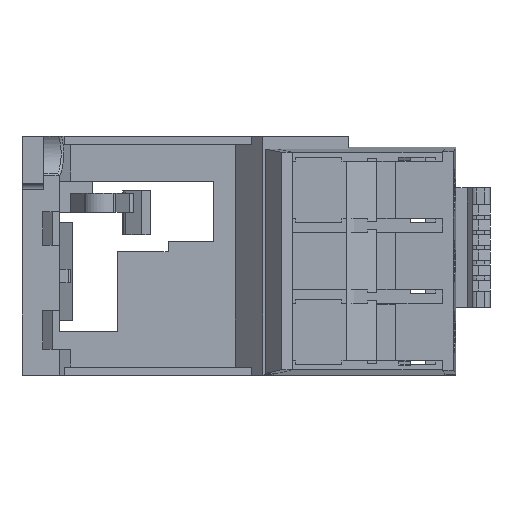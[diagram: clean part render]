
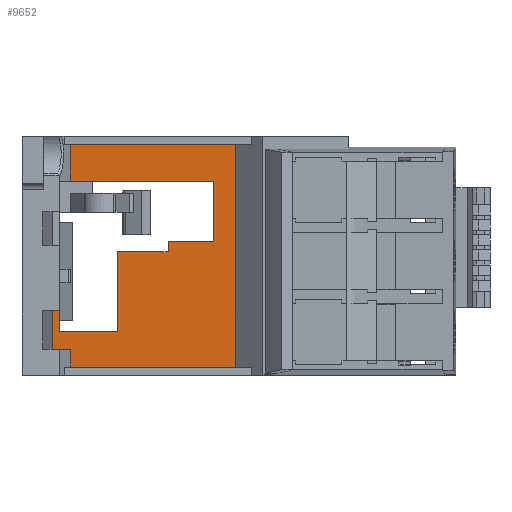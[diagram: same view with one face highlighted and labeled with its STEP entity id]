
A CAD part, top view. The second image highlights one B-rep face of the part: STEP entity #9652.
In plain terms, the highlighted planar face has unit normal (0, 0, 1).
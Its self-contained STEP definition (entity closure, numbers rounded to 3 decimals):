
#125=DIRECTION('',(0.,1.,0.));
#126=VECTOR('',#125,6.75);
#127=CARTESIAN_POINT('',(8.3,-9.25,-5.2));
#128=LINE('',#127,#126);
#129=DIRECTION('',(1.,0.,0.));
#130=VECTOR('',#129,30.3);
#131=CARTESIAN_POINT('',(8.3,-2.5,-5.2));
#132=LINE('',#131,#130);
#133=DIRECTION('',(0.,-1.,0.));
#134=VECTOR('',#133,41.);
#135=CARTESIAN_POINT('',(38.6,-2.5,-5.2));
#136=LINE('',#135,#134);
#137=DIRECTION('',(0.,1.,0.));
#138=VECTOR('',#137,3.3);
#139=CARTESIAN_POINT('',(8.3,-43.5,-5.2));
#140=LINE('',#139,#138);
#141=DIRECTION('',(-1.,0.,0.));
#142=VECTOR('',#141,3.3);
#143=CARTESIAN_POINT('',(8.3,-40.2,-5.2));
#144=LINE('',#143,#142);
#145=DIRECTION('',(1.,0.,0.));
#146=VECTOR('',#145,1.2);
#147=CARTESIAN_POINT('',(5.,-33.05,-5.2));
#148=LINE('',#147,#146);
#149=DIRECTION('',(0.,1.,0.));
#150=VECTOR('',#149,14.75);
#151=CARTESIAN_POINT('',(16.85,-37.,-5.2));
#152=LINE('',#151,#150);
#153=DIRECTION('',(1.,0.,0.));
#154=VECTOR('',#153,9.35);
#155=CARTESIAN_POINT('',(16.85,-22.25,-5.2));
#156=LINE('',#155,#154);
#157=DIRECTION('',(0.,1.,0.));
#158=VECTOR('',#157,1.85);
#159=CARTESIAN_POINT('',(26.2,-22.25,-5.2));
#160=LINE('',#159,#158);
#161=DIRECTION('',(1.,0.,0.));
#162=VECTOR('',#161,8.3);
#163=CARTESIAN_POINT('',(26.2,-20.4,-5.2));
#164=LINE('',#163,#162);
#165=DIRECTION('',(-1.,0.,0.));
#166=VECTOR('',#165,26.2);
#167=CARTESIAN_POINT('',(34.5,-9.25,-5.2));
#168=LINE('',#167,#166);
#177=DIRECTION('',(1.,0.,0.));
#178=VECTOR('',#177,30.3);
#179=CARTESIAN_POINT('',(8.3,-43.5,-5.2));
#180=LINE('',#179,#178);
#2052=DIRECTION('',(0.,1.,0.));
#2053=VECTOR('',#2052,3.95);
#2054=CARTESIAN_POINT('',(6.2,-37.,-5.2));
#2055=LINE('',#2054,#2053);
#2557=DIRECTION('',(0.,-1.,0.));
#2558=VECTOR('',#2557,7.15);
#2559=CARTESIAN_POINT('',(5.,-33.05,-5.2));
#2560=LINE('',#2559,#2558);
#3788=DIRECTION('',(-1.,0.,0.));
#3789=VECTOR('',#3788,10.65);
#3790=CARTESIAN_POINT('',(16.85,-37.,-5.2));
#3791=LINE('',#3790,#3789);
#4229=DIRECTION('',(0.,-1.,0.));
#4230=VECTOR('',#4229,11.15);
#4231=CARTESIAN_POINT('',(34.5,-9.25,-5.2));
#4232=LINE('',#4231,#4230);
#7385=CARTESIAN_POINT('',(38.6,-2.5,-5.2));
#7387=VERTEX_POINT('',#7385);
#7394=CARTESIAN_POINT('',(38.6,-43.5,-5.2));
#7395=VERTEX_POINT('',#7394);
#7396=CARTESIAN_POINT('',(8.3,-2.5,-5.2));
#7398=VERTEX_POINT('',#7396);
#7400=CARTESIAN_POINT('',(8.3,-9.25,-5.2));
#7401=VERTEX_POINT('',#7400);
#7406=CARTESIAN_POINT('',(8.3,-43.5,-5.2));
#7407=VERTEX_POINT('',#7406);
#7408=CARTESIAN_POINT('',(8.3,-40.2,
-5.2));
#7409=VERTEX_POINT('',#7408);
#7410=CARTESIAN_POINT('',(5.,-40.2,
-5.2));
#7411=VERTEX_POINT('',#7410);
#7412=CARTESIAN_POINT('',(5.,-33.05,-5.2));
#7413=VERTEX_POINT('',#7412);
#7414=CARTESIAN_POINT('',(6.2,-33.05,-5.2));
#7415=VERTEX_POINT('',#7414);
#7416=CARTESIAN_POINT('',(6.2,-37.,-5.2));
#7417=VERTEX_POINT('',#7416);
#7418=CARTESIAN_POINT('',(16.85,-37.,-5.2));
#7419=VERTEX_POINT('',#7418);
#7420=CARTESIAN_POINT('',(16.85,-22.25,-5.2));
#7421=VERTEX_POINT('',#7420);
#7422=CARTESIAN_POINT('',(26.2,-22.25,-5.2));
#7423=VERTEX_POINT('',#7422);
#7424=CARTESIAN_POINT('',(26.2,-20.4,
-5.2));
#7425=VERTEX_POINT('',#7424);
#7426=CARTESIAN_POINT('',(34.5,-20.4,-5.2));
#7427=VERTEX_POINT('',#7426);
#7428=CARTESIAN_POINT('',(34.5,-9.25,-5.2));
#7429=VERTEX_POINT('',#7428);
#9616=CARTESIAN_POINT('',(21.8,-23.,-5.2));
#9617=DIRECTION('',(0.,0.,1.));
#9618=DIRECTION('',(-1.,0.,0.));
#9619=AXIS2_PLACEMENT_3D('',#9616,#9617,#9618);
#9620=PLANE('',#9619);
#9621=ORIENTED_EDGE('',*,*,#9593,.T.);
#9622=ORIENTED_EDGE('',*,*,#9579,.T.);
#9623=ORIENTED_EDGE('',*,*,#9564,.T.);
#9625=ORIENTED_EDGE('',*,*,#9624,.F.);
#9627=ORIENTED_EDGE('',*,*,#9626,.T.);
#9629=ORIENTED_EDGE('',*,*,#9628,.T.);
#9631=ORIENTED_EDGE('',*,*,#9630,.F.);
#9633=ORIENTED_EDGE('',*,*,#9632,.T.);
#9635=ORIENTED_EDGE('',*,*,#9634,.F.);
#9637=ORIENTED_EDGE('',*,*,#9636,.F.);
#9639=ORIENTED_EDGE('',*,*,#9638,.T.);
#9641=ORIENTED_EDGE('',*,*,#9640,.T.);
#9643=ORIENTED_EDGE('',*,*,#9642,.T.);
#9645=ORIENTED_EDGE('',*,*,#9644,.T.);
#9647=ORIENTED_EDGE('',*,*,#9646,.F.);
#9649=ORIENTED_EDGE('',*,*,#9648,.T.);
#9650=EDGE_LOOP('',(#9621,#9622,#9623,#9625,#9627,#9629,#9631,#9633,#9635,#9637,
#9639,#9641,#9643,#9645,#9647,#9649));
#9651=FACE_OUTER_BOUND('',#9650,.F.);
#9652=ADVANCED_FACE('',(#9651),#9620,.T.);
#9564=EDGE_CURVE('',#7387,#7395,#136,.T.);
#9579=EDGE_CURVE('',#7398,#7387,#132,.T.);
#9593=EDGE_CURVE('',#7401,#7398,#128,.T.);
#9624=EDGE_CURVE('',#7407,#7395,#180,.T.);
#9626=EDGE_CURVE('',#7407,#7409,#140,.T.);
#9628=EDGE_CURVE('',#7409,#7411,#144,.T.);
#9630=EDGE_CURVE('',#7413,#7411,#2560,.T.);
#9632=EDGE_CURVE('',#7413,#7415,#148,.T.);
#9634=EDGE_CURVE('',#7417,#7415,#2055,.T.);
#9636=EDGE_CURVE('',#7419,#7417,#3791,.T.);
#9638=EDGE_CURVE('',#7419,#7421,#152,.T.);
#9640=EDGE_CURVE('',#7421,#7423,#156,.T.);
#9642=EDGE_CURVE('',#7423,#7425,#160,.T.);
#9644=EDGE_CURVE('',#7425,#7427,#164,.T.);
#9646=EDGE_CURVE('',#7429,#7427,#4232,.T.);
#9648=EDGE_CURVE('',#7429,#7401,#168,.T.);
